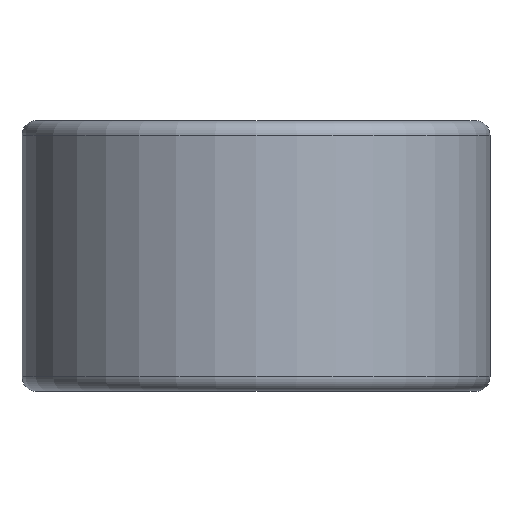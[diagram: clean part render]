
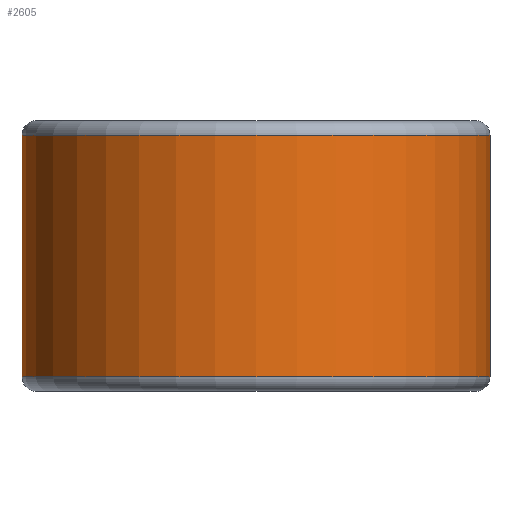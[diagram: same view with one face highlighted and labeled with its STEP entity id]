
A CAD part, front view. The second image highlights one B-rep face of the part: STEP entity #2605.
In plain terms, the highlighted cylindrical face has radius 12.294 mm (diameter 24.587 mm), a partial arc.
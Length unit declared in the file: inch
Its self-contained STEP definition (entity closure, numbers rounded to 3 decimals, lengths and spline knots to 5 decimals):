
#274 = EDGE_CURVE ( 'NONE', #2470, #395, #1535, .T. ) ;
#358 = AXIS2_PLACEMENT_3D ( 'NONE', #2037, #2642, #1221 ) ;
#395 = VERTEX_POINT ( 'NONE', #869 ) ;
#417 = FACE_OUTER_BOUND ( 'NONE', #1460, .T. ) ;
#576 = CARTESIAN_POINT ( 'NONE',  ( 0.406, -1.25, -0.25 ) ) ;
#715 = CYLINDRICAL_SURFACE ( 'NONE', #358, 0.484 ) ;
#780 = DIRECTION ( 'NONE',  ( 1., 0., 0. ) ) ;
#837 = LINE ( 'NONE', #1212, #2416 ) ;
#869 = CARTESIAN_POINT ( 'NONE',  ( 0.89, -1.25, 0.25 ) ) ;
#953 = EDGE_CURVE ( 'NONE', #2470, #1070, #837, .T. ) ;
#1070 = VERTEX_POINT ( 'NONE', #1379 ) ;
#1136 = EDGE_CURVE ( 'NONE', #1070, #1697, #2137, .T. ) ;
#1187 = CARTESIAN_POINT ( 'NONE',  ( 0.89, -1.25, 0. ) ) ;
#1198 = VECTOR ( 'NONE', #2619, 39.37008 ) ;
#1212 = CARTESIAN_POINT ( 'NONE',  ( -0.078, -1.25, 0.25 ) ) ;
#1221 = DIRECTION ( 'NONE',  ( 1., 0., 0. ) ) ;
#1231 = ORIENTED_EDGE ( 'NONE', *, *, #274, .F. ) ;
#1253 = ORIENTED_EDGE ( 'NONE', *, *, #2025, .T. ) ;
#1379 = CARTESIAN_POINT ( 'NONE',  ( -0.078, -1.25, -0.25 ) ) ;
#1398 = ORIENTED_EDGE ( 'NONE', *, *, #1136, .T. ) ;
#1460 = EDGE_LOOP ( 'NONE', ( #1398, #1253, #1231, #2620 ) ) ;
#1535 = CIRCLE ( 'NONE', #1743, 0.484 ) ;
#1697 = VERTEX_POINT ( 'NONE', #2223 ) ;
#1743 = AXIS2_PLACEMENT_3D ( 'NONE', #2139, #2131, #1929 ) ;
#1907 = AXIS2_PLACEMENT_3D ( 'NONE', #576, #2032, #780 ) ;
#1929 = DIRECTION ( 'NONE',  ( 1., 0., 0. ) ) ;
#2025 = EDGE_CURVE ( 'NONE', #1697, #395, #2291, .T. ) ;
#2032 = DIRECTION ( 'NONE',  ( 0., 0., 1. ) ) ;
#2037 = CARTESIAN_POINT ( 'NONE',  ( 0.406, -1.25, 0. ) ) ;
#2131 = DIRECTION ( 'NONE',  ( 0., 0., 1. ) ) ;
#2137 = CIRCLE ( 'NONE', #1907, 0.484 ) ;
#2139 = CARTESIAN_POINT ( 'NONE',  ( 0.406, -1.25, 0.25 ) ) ;
#2204 = CARTESIAN_POINT ( 'NONE',  ( -0.078, -1.25, 0.25 ) ) ;
#2223 = CARTESIAN_POINT ( 'NONE',  ( 0.89, -1.25, -0.25 ) ) ;
#2291 = LINE ( 'NONE', #1187, #1198 ) ;
#2416 = VECTOR ( 'NONE', #2645, 39.37008 ) ;
#2470 = VERTEX_POINT ( 'NONE', #2204 ) ;
#2605 = ADVANCED_FACE ( 'NONE', ( #417 ), #715, .T. ) ;
#2619 = DIRECTION ( 'NONE',  ( 0., 0., 1. ) ) ;
#2620 = ORIENTED_EDGE ( 'NONE', *, *, #953, .T. ) ;
#2642 = DIRECTION ( 'NONE',  ( 0., 0., 1. ) ) ;
#2645 = DIRECTION ( 'NONE',  ( 0., 0., -1. ) ) ;
